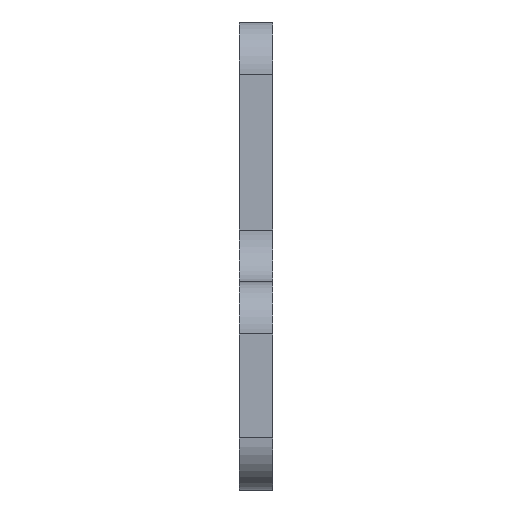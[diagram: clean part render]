
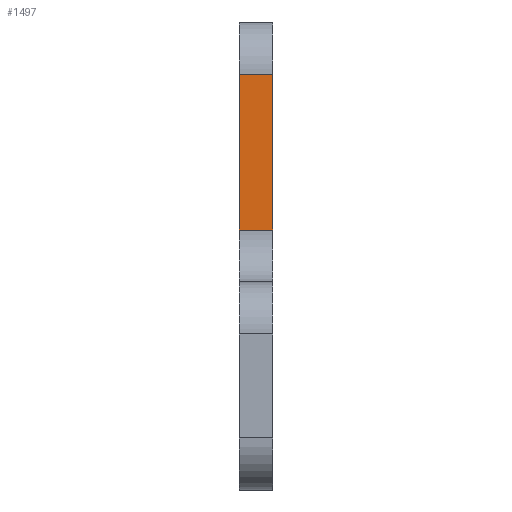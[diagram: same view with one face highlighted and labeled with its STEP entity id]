
A CAD part, front view. The second image highlights one B-rep face of the part: STEP entity #1497.
In plain terms, the highlighted free-form (B-spline) face has degree [1, 1] with [2, 2] control points.
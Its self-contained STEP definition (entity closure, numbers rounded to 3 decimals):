
#1431=CARTESIAN_POINT('',(0.0,-24.5,10.));
#1432=VERTEX_POINT('',#1431);
#1447=CARTESIAN_POINT('',(3.2,-24.5,10.));
#1448=VERTEX_POINT('',#1447);
#1462=CARTESIAN_POINT('',(3.2,-24.5,10.));
#1463=CARTESIAN_POINT('',(0.0,-24.5,10.));
#1464=QUASI_UNIFORM_CURVE('',1,(#1462,#1463),.UNSPECIFIED.,.F.,.U.);
#1465=EDGE_CURVE('',#1448,#1432,#1464,.T.);
#1470=CARTESIAN_POINT('',(-0.16,-24.5,9.253));
#1471=CARTESIAN_POINT('',(-0.16,-24.5,25.702));
#1472=CARTESIAN_POINT('',(3.36,-24.5,9.253));
#1473=CARTESIAN_POINT('',(3.36,-24.5,25.702));
#1474=B_SPLINE_SURFACE_WITH_KNOTS('',1,1,((#1470,#1472),(#1471,#1473)),.UNSPECIFIED.,.F.,.F.,.U.,(2,2),(2,2),(0.0,16.449),(0.0,3.52),.UNSPECIFIED.);
#1475=CARTESIAN_POINT('',(0.0,-24.5,24.955));
#1476=VERTEX_POINT('',#1475);
#1477=CARTESIAN_POINT('',(0.0,-24.5,24.955));
#1478=CARTESIAN_POINT('',(0.0,-24.5,10.));
#1479=QUASI_UNIFORM_CURVE('',1,(#1477,#1478),.UNSPECIFIED.,.F.,.U.);
#1480=EDGE_CURVE('',#1476,#1432,#1479,.T.);
#1481=ORIENTED_EDGE('',*,*,#1480,.T.);
#1482=ORIENTED_EDGE('',*,*,#1465,.F.);
#1483=CARTESIAN_POINT('',(3.2,-24.5,24.955));
#1484=VERTEX_POINT('',#1483);
#1485=CARTESIAN_POINT('',(3.2,-24.5,24.955));
#1486=CARTESIAN_POINT('',(3.2,-24.5,10.));
#1487=QUASI_UNIFORM_CURVE('',1,(#1485,#1486),.UNSPECIFIED.,.F.,.U.);
#1488=EDGE_CURVE('',#1484,#1448,#1487,.T.);
#1489=ORIENTED_EDGE('',*,*,#1488,.F.);
#1490=CARTESIAN_POINT('',(3.2,-24.5,24.955));
#1491=CARTESIAN_POINT('',(0.0,-24.5,24.955));
#1492=QUASI_UNIFORM_CURVE('',1,(#1490,#1491),.UNSPECIFIED.,.F.,.U.);
#1493=EDGE_CURVE('',#1484,#1476,#1492,.T.);
#1494=ORIENTED_EDGE('',*,*,#1493,.T.);
#1495=EDGE_LOOP('',(#1481,#1482,#1489,#1494));
#1496=FACE_OUTER_BOUND('',#1495,.T.);
#1497=ADVANCED_FACE('',(#1496),#1474,.F.);
